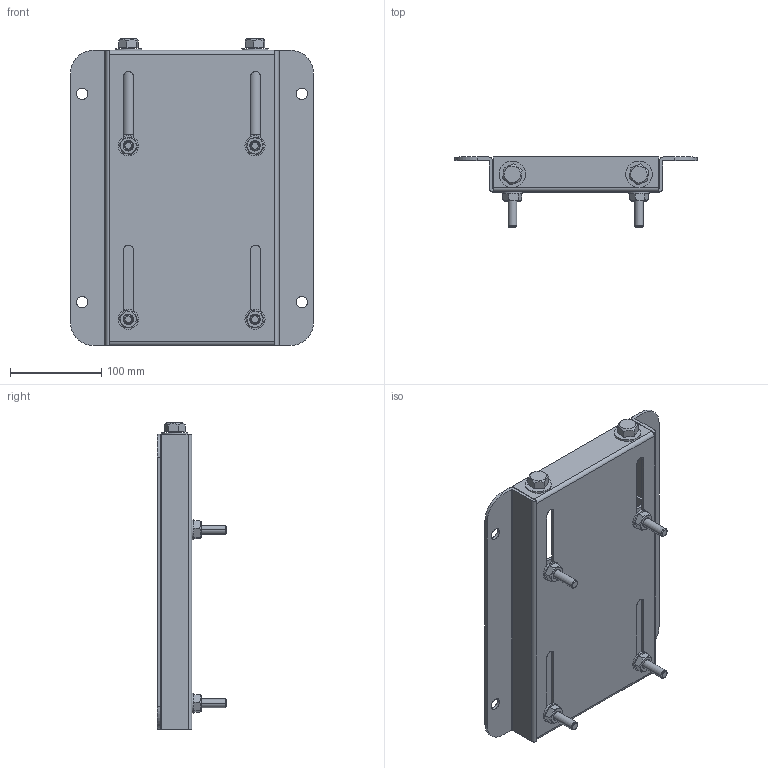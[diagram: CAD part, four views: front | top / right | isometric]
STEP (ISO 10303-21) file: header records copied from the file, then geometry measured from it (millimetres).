
FILE_DESCRIPTION (( 'STEP AP214' ), '1' );
FILE_NAME ('W184T.STEP', '2021-09-27T15:06:40', ( '' ), ( '' ), 'SwSTEP 2.0', 'SolidWorks 2017', '' );
FILE_SCHEMA (( 'AUTOMOTIVE_DESIGN' ));
Length unit declared in the file: inch
Products named in the file (1): W184T
Bounding box: 266.7 x 76.35 x 336.85 mm (x, y, z)
Volume: 598684.2 mm3; surface area: 363274.4 mm2
Topology: 20 solids, 20 shells, 322 faces, 780 edges, 504 vertices
Faces by surface type: plane 158, cylinder 108, cone 56
Entity records: 14555 total; most frequent: CARTESIAN_POINT 2367, DIRECTION 1622, ORIENTED_EDGE 1560, EDGE_CURVE 780, AXIS2_PLACEMENT_3D 599, VERTEX_POINT 504, VECTOR 424, LINE 424
